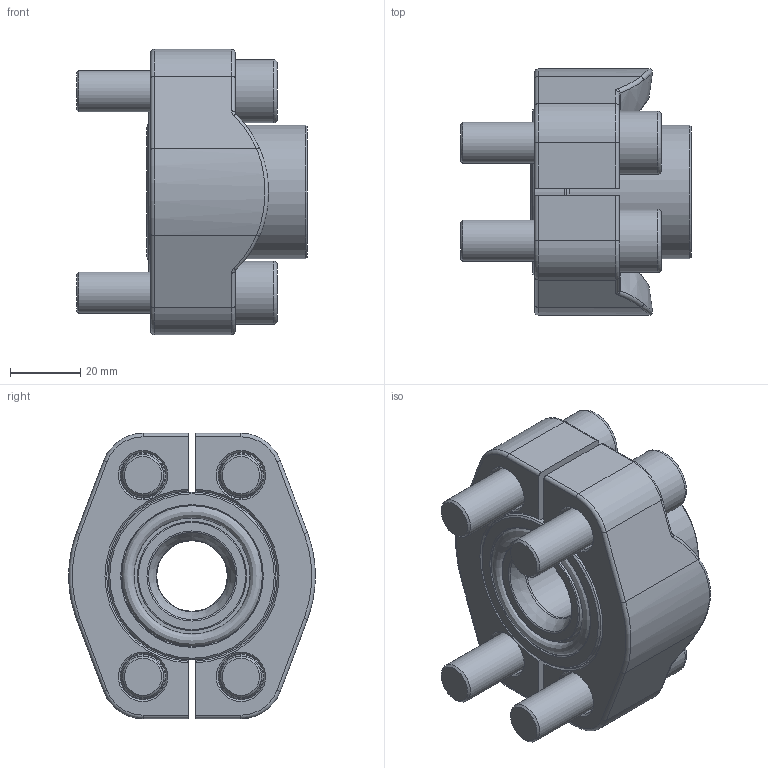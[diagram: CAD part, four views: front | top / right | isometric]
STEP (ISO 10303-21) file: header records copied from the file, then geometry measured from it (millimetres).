
FILE_DESCRIPTION(/* description */ (''),/* implementation_level */ '2;1');
FILE_NAME(/* name */ 'AFAL25-6-25.stp',/* time_stamp */ '2025-01-30T11:23:38+01:00',/* author */ (''),/* organization */ (''),/* preprocessor_version */ 'ST-DEVELOPER v16',/* originating_system */ 'SIEMENS PLM Software NX 10.0',/* authorisation */ '');
FILE_SCHEMA (('CONFIG_CONTROL_DESIGN'));
Length unit declared in the file: millimetre
Products named in the file (6): X-AFH25-6_einzel; X-O32; X-M12x45I; X-AFAL25-6-25; X-AFH25-6; AFAL25-6-25
Assembly tree (9 placements, depth 3):
  AFAL25-6-25
    X-AFAL25-6-25
    X-AFH25-6
      X-AFH25-6_einzel  x2
    X-M12x45I  x4
    X-O32
Bounding box: 65.5 x 69.93 x 81 mm (x, y, z)
Volume: 137313.8 mm3; surface area: 46611.1 mm2
Topology: 8 solids, 8 shells, 240 faces, 510 edges, 292 vertices
Faces by surface type: plane 84, cone 58, cylinder 44, torus 39, bspline 12, sphere 2, revolution 1
Full cylindrical faces by diameter (mm): 11.701 x4, 13 x4, 18 x4, 20 x1, 25.5 x1, 31.01 x1, 37.9 x1, 39.9 x1, 47.65 x1
Entity records: 3586 total; most frequent: CARTESIAN_POINT 751, DIRECTION 475, ORIENTED_EDGE 364, AXIS2_PLACEMENT_3D 211, EDGE_CURVE 182, EDGE_LOOP 144, VERTEX_POINT 124, CIRCLE 104
